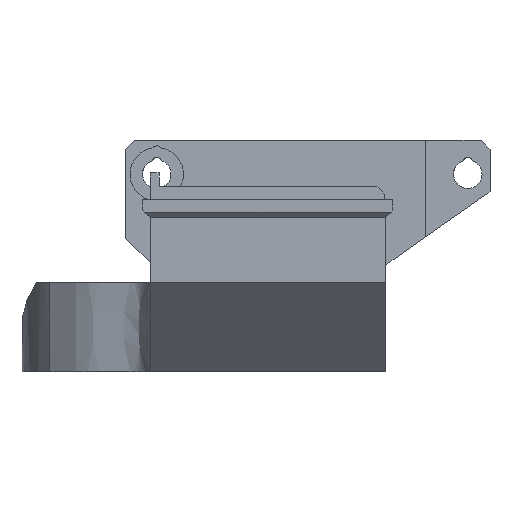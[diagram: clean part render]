
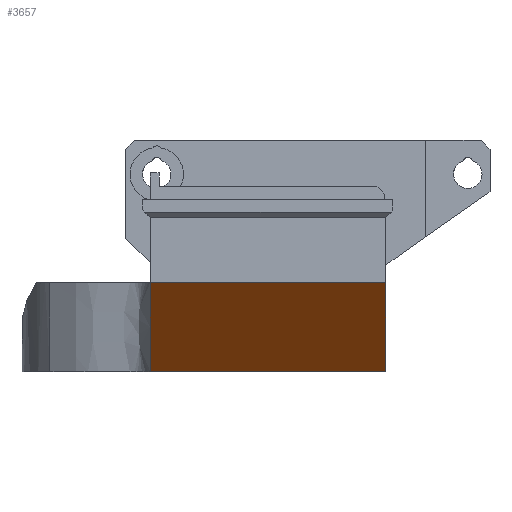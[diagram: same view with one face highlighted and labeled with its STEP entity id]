
A CAD part, front view. The second image highlights one B-rep face of the part: STEP entity #3657.
In plain terms, the highlighted planar face has unit normal (0, -0.707, -0.707).
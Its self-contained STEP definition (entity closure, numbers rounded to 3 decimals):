
#1239 = B_SPLINE_SURFACE_WITH_KNOTS('',1,1,(
    (#1240,#1241)
    ,(#1242,#1243
    )),.UNSPECIFIED.,.F.,.F.,.F.,(2,2),(2,2),(0.,29.),(0.,1.),
  .PIECEWISE_BEZIER_KNOTS.);
#1240 = CARTESIAN_POINT('',(39.5,-24.,11.5));
#1241 = CARTESIAN_POINT('',(39.5,-24.,1.5));
#1242 = CARTESIAN_POINT('',(39.5,-53.,11.5));
#1243 = CARTESIAN_POINT('',(39.5,-43.,1.5));
#1269 = PLANE('',#1270);
#1270 = AXIS2_PLACEMENT_3D('',#1271,#1272,#1273);
#1271 = CARTESIAN_POINT('',(20.524,-16.707,
    1.5));
#1272 = DIRECTION('',(0.,0.,-1.));
#1273 = DIRECTION('',(-1.,0.,0.));
#2216 = PLANE('',#2217);
#2217 = AXIS2_PLACEMENT_3D('',#2218,#2219,#2220);
#2218 = CARTESIAN_POINT('',(13.,-53.,11.5));
#2219 = DIRECTION('',(0.,-1.,0.));
#2220 = DIRECTION('',(-1.,0.,0.));
#2740 = VERTEX_POINT('',#2741);
#2741 = CARTESIAN_POINT('',(39.5,-53.,11.5));
#2762 = VERTEX_POINT('',#2763);
#2763 = CARTESIAN_POINT('',(13.,-53.,11.5));
#2782 = EDGE_CURVE('',#2762,#2740,#2783,.T.);
#2783 = SURFACE_CURVE('',#2784,(#2788,#2795),.PCURVE_S1.);
#2784 = LINE('',#2785,#2786);
#2785 = CARTESIAN_POINT('',(13.,-53.,11.5));
#2786 = VECTOR('',#2787,1.);
#2787 = DIRECTION('',(1.,0.,0.));
#2788 = PCURVE('',#2216,#2789);
#2789 = DEFINITIONAL_REPRESENTATION('',(#2790),#2794);
#2790 = LINE('',#2791,#2792);
#2791 = CARTESIAN_POINT('',(0.,0.));
#2792 = VECTOR('',#2793,1.);
#2793 = DIRECTION('',(-1.,0.));
#2794 = ( GEOMETRIC_REPRESENTATION_CONTEXT(2) 
PARAMETRIC_REPRESENTATION_CONTEXT() REPRESENTATION_CONTEXT('2D SPACE',''
  ) );
#2795 = PCURVE('',#2796,#2801);
#2796 = PLANE('',#2797);
#2797 = AXIS2_PLACEMENT_3D('',#2798,#2799,#2800);
#2798 = CARTESIAN_POINT('',(13.,-43.,1.5));
#2799 = DIRECTION('',(0.,-0.707,-0.707));
#2800 = DIRECTION('',(-1.,0.,0.));
#2801 = DEFINITIONAL_REPRESENTATION('',(#2802),#2806);
#2802 = LINE('',#2803,#2804);
#2803 = CARTESIAN_POINT('',(0.,-14.142));
#2804 = VECTOR('',#2805,1.);
#2805 = DIRECTION('',(-1.,0.));
#2806 = ( GEOMETRIC_REPRESENTATION_CONTEXT(2) 
PARAMETRIC_REPRESENTATION_CONTEXT() REPRESENTATION_CONTEXT('2D SPACE',''
  ) );
#3306 = B_SPLINE_SURFACE_WITH_KNOTS('',1,1,(
    (#3307,#3308)
    ,(#3309,#3310
    )),.UNSPECIFIED.,.F.,.F.,.F.,(2,2),(2,2),(0.,29.),(0.,1.),
  .PIECEWISE_BEZIER_KNOTS.);
#3307 = CARTESIAN_POINT('',(13.,-53.,11.5));
#3308 = CARTESIAN_POINT('',(13.,-43.,1.5));
#3309 = CARTESIAN_POINT('',(13.,-24.,11.5));
#3310 = CARTESIAN_POINT('',(13.,-24.,1.5));
#3657 = ADVANCED_FACE('',(#3658),#2796,.T.);
#3658 = FACE_BOUND('',#3659,.T.);
#3659 = EDGE_LOOP('',(#3660,#3661,#3682,#3705));
#3660 = ORIENTED_EDGE('',*,*,#2782,.F.);
#3661 = ORIENTED_EDGE('',*,*,#3662,.T.);
#3662 = EDGE_CURVE('',#2762,#3663,#3665,.T.);
#3663 = VERTEX_POINT('',#3664);
#3664 = CARTESIAN_POINT('',(13.,-43.,1.5));
#3665 = SURFACE_CURVE('',#3666,(#3669,#3675),.PCURVE_S1.);
#3666 = B_SPLINE_CURVE_WITH_KNOTS('',1,(#3667,#3668),.UNSPECIFIED.,.F.,
  .F.,(2,2),(0.,1.),.PIECEWISE_BEZIER_KNOTS.);
#3667 = CARTESIAN_POINT('',(13.,-53.,11.5));
#3668 = CARTESIAN_POINT('',(13.,-43.,1.5));
#3669 = PCURVE('',#2796,#3670);
#3670 = DEFINITIONAL_REPRESENTATION('',(#3671),#3674);
#3671 = B_SPLINE_CURVE_WITH_KNOTS('',1,(#3672,#3673),.UNSPECIFIED.,.F.,
  .F.,(2,2),(0.,1.),.PIECEWISE_BEZIER_KNOTS.);
#3672 = CARTESIAN_POINT('',(0.,-14.142));
#3673 = CARTESIAN_POINT('',(0.,0.));
#3674 = ( GEOMETRIC_REPRESENTATION_CONTEXT(2) 
PARAMETRIC_REPRESENTATION_CONTEXT() REPRESENTATION_CONTEXT('2D SPACE',''
  ) );
#3675 = PCURVE('',#3306,#3676);
#3676 = DEFINITIONAL_REPRESENTATION('',(#3677),#3681);
#3677 = LINE('',#3678,#3679);
#3678 = CARTESIAN_POINT('',(0.,0.));
#3679 = VECTOR('',#3680,1.);
#3680 = DIRECTION('',(0.,1.));
#3681 = ( GEOMETRIC_REPRESENTATION_CONTEXT(2) 
PARAMETRIC_REPRESENTATION_CONTEXT() REPRESENTATION_CONTEXT('2D SPACE',''
  ) );
#3682 = ORIENTED_EDGE('',*,*,#3683,.T.);
#3683 = EDGE_CURVE('',#3663,#3684,#3686,.T.);
#3684 = VERTEX_POINT('',#3685);
#3685 = CARTESIAN_POINT('',(39.5,-43.,1.5));
#3686 = SURFACE_CURVE('',#3687,(#3691,#3698),.PCURVE_S1.);
#3687 = LINE('',#3688,#3689);
#3688 = CARTESIAN_POINT('',(13.,-43.,1.5));
#3689 = VECTOR('',#3690,1.);
#3690 = DIRECTION('',(1.,0.,0.));
#3691 = PCURVE('',#2796,#3692);
#3692 = DEFINITIONAL_REPRESENTATION('',(#3693),#3697);
#3693 = LINE('',#3694,#3695);
#3694 = CARTESIAN_POINT('',(0.,0.));
#3695 = VECTOR('',#3696,1.);
#3696 = DIRECTION('',(-1.,0.));
#3697 = ( GEOMETRIC_REPRESENTATION_CONTEXT(2) 
PARAMETRIC_REPRESENTATION_CONTEXT() REPRESENTATION_CONTEXT('2D SPACE',''
  ) );
#3698 = PCURVE('',#1269,#3699);
#3699 = DEFINITIONAL_REPRESENTATION('',(#3700),#3704);
#3700 = LINE('',#3701,#3702);
#3701 = CARTESIAN_POINT('',(7.524,-26.293));
#3702 = VECTOR('',#3703,1.);
#3703 = DIRECTION('',(-1.,0.));
#3704 = ( GEOMETRIC_REPRESENTATION_CONTEXT(2) 
PARAMETRIC_REPRESENTATION_CONTEXT() REPRESENTATION_CONTEXT('2D SPACE',''
  ) );
#3705 = ORIENTED_EDGE('',*,*,#3706,.F.);
#3706 = EDGE_CURVE('',#2740,#3684,#3707,.T.);
#3707 = SURFACE_CURVE('',#3708,(#3711,#3717),.PCURVE_S1.);
#3708 = B_SPLINE_CURVE_WITH_KNOTS('',1,(#3709,#3710),.UNSPECIFIED.,.F.,
  .F.,(2,2),(0.,1.),.PIECEWISE_BEZIER_KNOTS.);
#3709 = CARTESIAN_POINT('',(39.5,-53.,11.5));
#3710 = CARTESIAN_POINT('',(39.5,-43.,1.5));
#3711 = PCURVE('',#2796,#3712);
#3712 = DEFINITIONAL_REPRESENTATION('',(#3713),#3716);
#3713 = B_SPLINE_CURVE_WITH_KNOTS('',1,(#3714,#3715),.UNSPECIFIED.,.F.,
  .F.,(2,2),(0.,1.),.PIECEWISE_BEZIER_KNOTS.);
#3714 = CARTESIAN_POINT('',(-26.5,-14.142));
#3715 = CARTESIAN_POINT('',(-26.5,0.));
#3716 = ( GEOMETRIC_REPRESENTATION_CONTEXT(2) 
PARAMETRIC_REPRESENTATION_CONTEXT() REPRESENTATION_CONTEXT('2D SPACE',''
  ) );
#3717 = PCURVE('',#1239,#3718);
#3718 = DEFINITIONAL_REPRESENTATION('',(#3719),#3723);
#3719 = LINE('',#3720,#3721);
#3720 = CARTESIAN_POINT('',(29.,0.));
#3721 = VECTOR('',#3722,1.);
#3722 = DIRECTION('',(0.,1.));
#3723 = ( GEOMETRIC_REPRESENTATION_CONTEXT(2) 
PARAMETRIC_REPRESENTATION_CONTEXT() REPRESENTATION_CONTEXT('2D SPACE',''
  ) );
